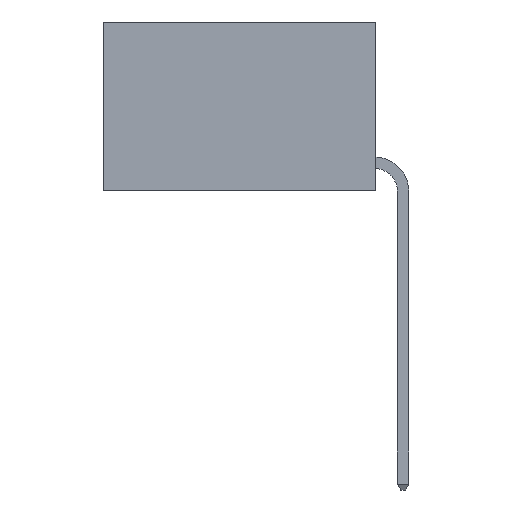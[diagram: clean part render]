
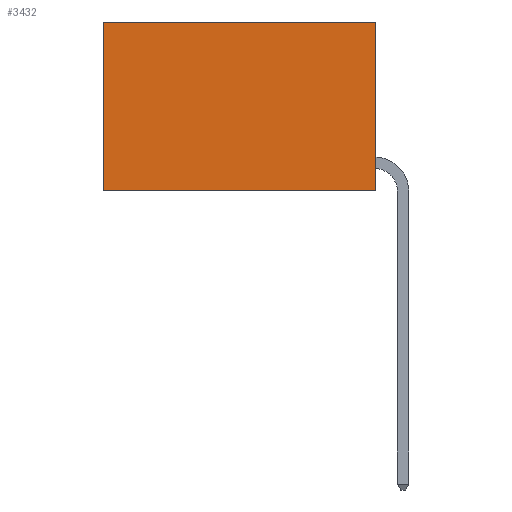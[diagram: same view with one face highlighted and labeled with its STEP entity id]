
A CAD part, left-side view. The second image highlights one B-rep face of the part: STEP entity #3432.
In plain terms, the highlighted planar face has unit normal (-1, 0, 0).
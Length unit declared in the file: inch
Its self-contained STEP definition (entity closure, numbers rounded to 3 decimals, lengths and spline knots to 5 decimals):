
#69 = DIRECTION ( 'NONE',  ( 1., 0., 0. ) ) ;
#229 = EDGE_CURVE ( 'NONE', #5476, #7672, #7867, .T. ) ;
#314 = CARTESIAN_POINT ( 'NONE',  ( 0.2625, 0., 0. ) ) ;
#628 = FACE_OUTER_BOUND ( 'NONE', #1547, .T. ) ;
#725 = ORIENTED_EDGE ( 'NONE', *, *, #229, .T. ) ;
#736 = DIRECTION ( 'NONE',  ( 0., 0., -1. ) ) ;
#870 = ORIENTED_EDGE ( 'NONE', *, *, #1997, .F. ) ;
#985 = ORIENTED_EDGE ( 'NONE', *, *, #5117, .F. ) ;
#1074 = ORIENTED_EDGE ( 'NONE', *, *, #2981, .T. ) ;
#1528 = VERTEX_POINT ( 'NONE', #8189 ) ;
#1547 = EDGE_LOOP ( 'NONE', ( #1074, #985, #870, #725 ) ) ;
#1997 = EDGE_CURVE ( 'NONE', #5476, #1528, #5953, .T. ) ;
#2097 = VECTOR ( 'NONE', #6647, 39.37008 ) ;
#2339 = LINE ( 'NONE', #2417, #2097 ) ;
#2417 = CARTESIAN_POINT ( 'NONE',  ( 0.2625, 0.6, 0. ) ) ;
#2831 = VECTOR ( 'NONE', #5930, 39.37008 ) ;
#2981 = EDGE_CURVE ( 'NONE', #7672, #4599, #2339, .T. ) ;
#3357 = CARTESIAN_POINT ( 'NONE',  ( 0.2625, 0.6, -0.37 ) ) ;
#3432 = ADVANCED_FACE ( 'NONE', ( #628 ), #7317, .F. ) ;
#4503 = LINE ( 'NONE', #4941, #2831 ) ;
#4599 = VERTEX_POINT ( 'NONE', #3357 ) ;
#4941 = CARTESIAN_POINT ( 'NONE',  ( 0.2625, 0., -0.37 ) ) ;
#5117 = EDGE_CURVE ( 'NONE', #1528, #4599, #4503, .T. ) ;
#5296 = CARTESIAN_POINT ( 'NONE',  ( 0.2625, 0.6, 0. ) ) ;
#5476 = VERTEX_POINT ( 'NONE', #6246 ) ;
#5930 = DIRECTION ( 'NONE',  ( 0., 1., 0. ) ) ;
#5953 = LINE ( 'NONE', #314, #6040 ) ;
#6040 = VECTOR ( 'NONE', #7737, 39.37008 ) ;
#6053 = CARTESIAN_POINT ( 'NONE',  ( 0.2625, 0., 0. ) ) ;
#6246 = CARTESIAN_POINT ( 'NONE',  ( 0.2625, 0., 0. ) ) ;
#6647 = DIRECTION ( 'NONE',  ( 0., 0., -1. ) ) ;
#7178 = AXIS2_PLACEMENT_3D ( 'NONE', #7652, #69, #736 ) ;
#7317 = PLANE ( 'NONE',  #7178 ) ;
#7652 = CARTESIAN_POINT ( 'NONE',  ( 0.2625, 0., 0. ) ) ;
#7672 = VERTEX_POINT ( 'NONE', #5296 ) ;
#7737 = DIRECTION ( 'NONE',  ( 0., 0., -1. ) ) ;
#7867 = LINE ( 'NONE', #6053, #8249 ) ;
#8144 = DIRECTION ( 'NONE',  ( 0., 1., 0. ) ) ;
#8189 = CARTESIAN_POINT ( 'NONE',  ( 0.2625, 0., -0.37 ) ) ;
#8249 = VECTOR ( 'NONE', #8144, 39.37008 ) ;
